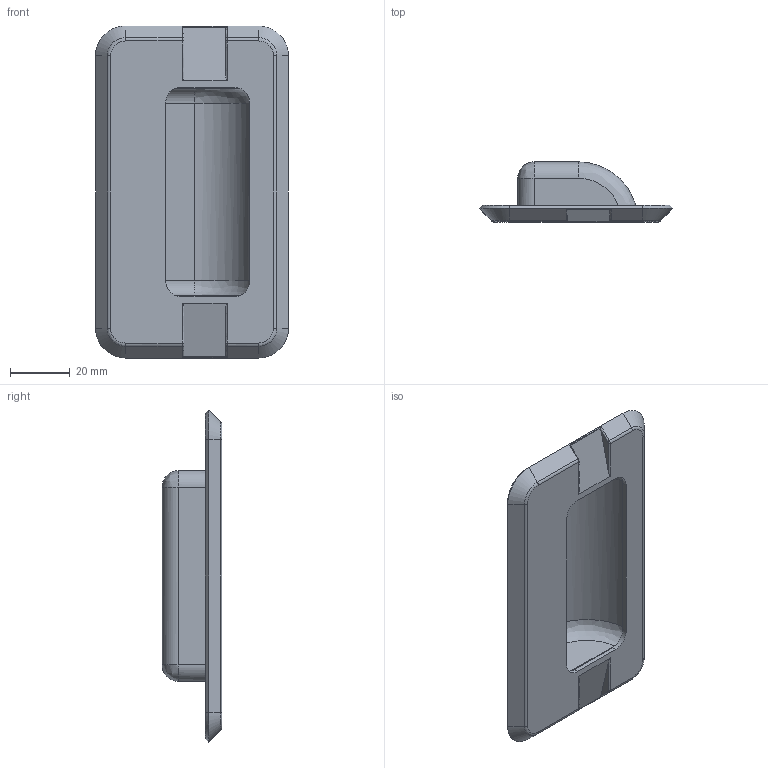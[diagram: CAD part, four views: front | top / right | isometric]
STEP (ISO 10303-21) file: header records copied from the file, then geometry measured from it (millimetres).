
FILE_DESCRIPTION((''),'2;1');
FILE_NAME('','2005-10-12T11:45:59',(''),(''),'','CADfix','');
FILE_SCHEMA(('AUTOMOTIVE_DESIGN'));
Length unit declared in the file: millimetre
Products named in the file (4): nut; cover; base; THA_425_2N_28836_36
Assembly tree (6 placements, depth 2):
  THA_425_2N_28836_36
    nut  x4
    cover
    base
Bounding box: 64.5 x 20 x 111 mm (x, y, z)
Volume: 13116.7 mm3; surface area: 29479.2 mm2
Topology: 6 solids, 6 shells, 465 faces, 1182 edges, 736 vertices
Faces by surface type: bspline 465
Entity records: 17131 total; most frequent: CARTESIAN_POINT 11671, ORIENTED_EDGE 1890, EDGE_CURVE 945, VERTEX_POINT 574, QUASI_UNIFORM_CURVE 447, EDGE_LOOP 403, FACE_OUTER_BOUND 384, ADVANCED_FACE 384
